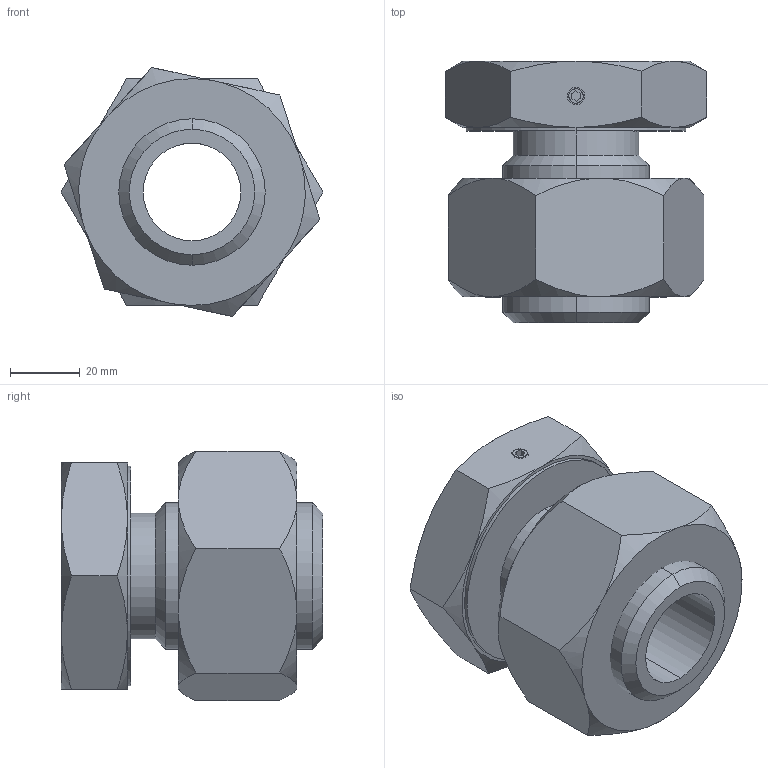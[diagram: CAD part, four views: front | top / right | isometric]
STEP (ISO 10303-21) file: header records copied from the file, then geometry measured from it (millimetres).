
FILE_DESCRIPTION (( 'STEP AP203' ), '1' );
FILE_NAME ('S8040H01.STEP', '2019-02-08T19:16:45', ( '' ), ( '' ), 'SwSTEP 2.0', 'SolidWorks 2018', '' );
FILE_SCHEMA (( 'CONFIG_CONTROL_DESIGN' ));
Length unit declared in the file: millimetre
Products named in the file (4): Socket Set Screw Cone Point_AM_S91SS0412-12; S8040H01; S8040H01-H_S8040H01-H; S91NT2703-34_S91NT2703-34
Assembly tree (3 placements, depth 2):
  S8040H01
    S8040H01-H_S8040H01-H
    S91NT2703-34_S91NT2703-34
    Socket Set Screw Cone Point_AM_S91SS0412-12
Bounding box: 75.06 x 75 x 71.43 mm (x, y, z)
Volume: 183636.4 mm3; surface area: 40641.9 mm2
Topology: 3 solids, 3 shells, 77 faces, 181 edges, 112 vertices
Faces by surface type: cone 36, plane 27, cylinder 14
Entity records: 3015 total; most frequent: CARTESIAN_POINT 882, ORIENTED_EDGE 362, DIRECTION 355, EDGE_CURVE 181, AXIS2_PLACEMENT_3D 143, VERTEX_POINT 112, EDGE_LOOP 85, FACE_OUTER_BOUND 77
